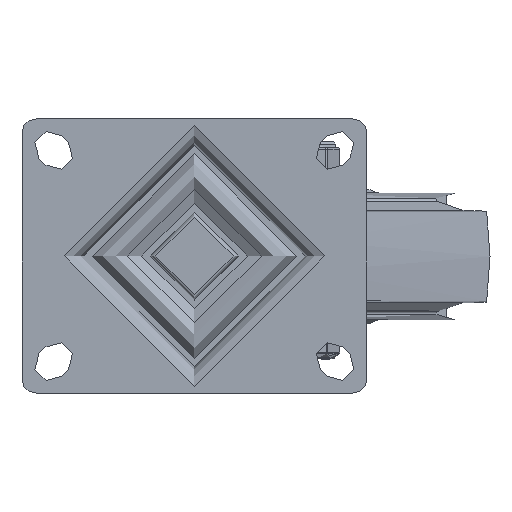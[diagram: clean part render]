
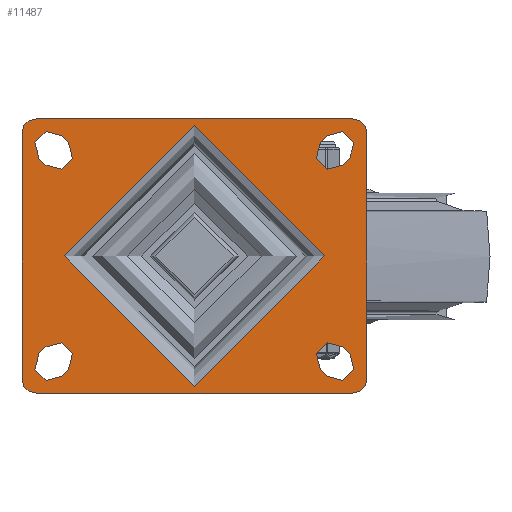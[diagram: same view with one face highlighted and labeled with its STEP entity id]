
A CAD part, top view. The second image highlights one B-rep face of the part: STEP entity #11487.
In plain terms, the highlighted planar face has unit normal (0, 0, 1).
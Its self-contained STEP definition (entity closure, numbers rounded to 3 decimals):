
#1055=FACE_BOUND('',#2680,.T.);
#1056=FACE_BOUND('',#2681,.T.);
#1057=FACE_BOUND('',#2682,.T.);
#1058=FACE_BOUND('',#2683,.T.);
#1059=FACE_BOUND('',#2684,.T.);
#1247=CIRCLE('',#12363,4.5);
#1249=CIRCLE('',#12367,4.5);
#1251=CIRCLE('',#12371,4.5);
#1253=CIRCLE('',#12375,4.5);
#1255=CIRCLE('',#12379,4.5);
#1257=CIRCLE('',#12383,4.5);
#1259=CIRCLE('',#12387,4.5);
#1261=CIRCLE('',#12391,4.5);
#1267=CIRCLE('',#12399,37.);
#1276=CIRCLE('',#12413,4.);
#1278=CIRCLE('',#12416,4.);
#1280=CIRCLE('',#12419,4.);
#1282=CIRCLE('',#12422,4.);
#1959=FACE_OUTER_BOUND('',#2679,.T.);
#2679=EDGE_LOOP('',(#7924,#7925,#7926,#7927,#7928,#7929,#7930,#7931));
#2680=EDGE_LOOP('',(#7932,#7933,#7934,#7935));
#2681=EDGE_LOOP('',(#7936,#7937,#7938,#7939));
#2682=EDGE_LOOP('',(#7940,#7941,#7942,#7943));
#2683=EDGE_LOOP('',(#7944,#7945,#7946,#7947));
#2684=EDGE_LOOP('',(#7948));
#3506=LINE('',#16439,#4230);
#3510=LINE('',#16451,#4234);
#3514=LINE('',#16463,#4238);
#3518=LINE('',#16475,#4242);
#3522=LINE('',#16487,#4246);
#3526=LINE('',#16499,#4250);
#3530=LINE('',#16511,#4254);
#3534=LINE('',#16523,#4258);
#3550=LINE('',#16640,#4274);
#3552=LINE('',#16643,#4276);
#3554=LINE('',#16646,#4278);
#3555=LINE('',#16647,#4279);
#4230=VECTOR('',#13484,10.);
#4234=VECTOR('',#13496,10.);
#4238=VECTOR('',#13508,10.);
#4242=VECTOR('',#13520,10.);
#4246=VECTOR('',#13532,10.);
#4250=VECTOR('',#13544,10.);
#4254=VECTOR('',#13556,10.);
#4258=VECTOR('',#13568,10.);
#4274=VECTOR('',#13710,1000.);
#4276=VECTOR('',#13714,1000.);
#4278=VECTOR('',#13718,1000.);
#4279=VECTOR('',#13719,1000.);
#4954=VERTEX_POINT('',#16436);
#4955=VERTEX_POINT('',#16438);
#4957=VERTEX_POINT('',#16444);
#4959=VERTEX_POINT('',#16450);
#4962=VERTEX_POINT('',#16460);
#4963=VERTEX_POINT('',#16462);
#4965=VERTEX_POINT('',#16468);
#4967=VERTEX_POINT('',#16474);
#4970=VERTEX_POINT('',#16484);
#4971=VERTEX_POINT('',#16486);
#4973=VERTEX_POINT('',#16492);
#4975=VERTEX_POINT('',#16498);
#4978=VERTEX_POINT('',#16508);
#4979=VERTEX_POINT('',#16510);
#4981=VERTEX_POINT('',#16516);
#4983=VERTEX_POINT('',#16522);
#4987=VERTEX_POINT('',#16537);
#4994=VERTEX_POINT('',#16561);
#4995=VERTEX_POINT('',#16562);
#4998=VERTEX_POINT('',#16570);
#4999=VERTEX_POINT('',#16571);
#5002=VERTEX_POINT('',#16579);
#5003=VERTEX_POINT('',#16580);
#5006=VERTEX_POINT('',#16588);
#5007=VERTEX_POINT('',#16589);
#6074=EDGE_CURVE('',#4955,#4954,#3506,.T.);
#6077=EDGE_CURVE('',#4957,#4955,#1247,.T.);
#6080=EDGE_CURVE('',#4959,#4957,#3510,.T.);
#6083=EDGE_CURVE('',#4954,#4959,#1249,.T.);
#6086=EDGE_CURVE('',#4963,#4962,#3514,.T.);
#6089=EDGE_CURVE('',#4965,#4963,#1251,.T.);
#6092=EDGE_CURVE('',#4967,#4965,#3518,.T.);
#6095=EDGE_CURVE('',#4962,#4967,#1253,.T.);
#6098=EDGE_CURVE('',#4971,#4970,#3522,.T.);
#6101=EDGE_CURVE('',#4973,#4971,#1255,.T.);
#6104=EDGE_CURVE('',#4975,#4973,#3526,.T.);
#6107=EDGE_CURVE('',#4970,#4975,#1257,.T.);
#6110=EDGE_CURVE('',#4979,#4978,#3530,.T.);
#6113=EDGE_CURVE('',#4981,#4979,#1259,.T.);
#6116=EDGE_CURVE('',#4983,#4981,#3534,.T.);
#6119=EDGE_CURVE('',#4978,#4983,#1261,.T.);
#6125=EDGE_CURVE('',#4987,#4987,#1267,.T.);
#6136=EDGE_CURVE('',#4994,#4995,#1276,.T.);
#6140=EDGE_CURVE('',#4998,#4999,#1278,.T.);
#6144=EDGE_CURVE('',#5002,#5003,#1280,.T.);
#6148=EDGE_CURVE('',#5006,#5007,#1282,.T.);
#6171=EDGE_CURVE('',#5007,#4998,#3550,.T.);
#6173=EDGE_CURVE('',#4999,#4994,#3552,.T.);
#6175=EDGE_CURVE('',#5003,#5006,#3554,.T.);
#6176=EDGE_CURVE('',#4995,#5002,#3555,.T.);
#7924=ORIENTED_EDGE('',*,*,#6148,.F.);
#7925=ORIENTED_EDGE('',*,*,#6175,.F.);
#7926=ORIENTED_EDGE('',*,*,#6144,.F.);
#7927=ORIENTED_EDGE('',*,*,#6176,.F.);
#7928=ORIENTED_EDGE('',*,*,#6136,.F.);
#7929=ORIENTED_EDGE('',*,*,#6173,.F.);
#7930=ORIENTED_EDGE('',*,*,#6140,.F.);
#7931=ORIENTED_EDGE('',*,*,#6171,.F.);
#7932=ORIENTED_EDGE('',*,*,#6080,.T.);
#7933=ORIENTED_EDGE('',*,*,#6077,.T.);
#7934=ORIENTED_EDGE('',*,*,#6074,.T.);
#7935=ORIENTED_EDGE('',*,*,#6083,.T.);
#7936=ORIENTED_EDGE('',*,*,#6092,.T.);
#7937=ORIENTED_EDGE('',*,*,#6089,.T.);
#7938=ORIENTED_EDGE('',*,*,#6086,.T.);
#7939=ORIENTED_EDGE('',*,*,#6095,.T.);
#7940=ORIENTED_EDGE('',*,*,#6104,.T.);
#7941=ORIENTED_EDGE('',*,*,#6101,.T.);
#7942=ORIENTED_EDGE('',*,*,#6098,.T.);
#7943=ORIENTED_EDGE('',*,*,#6107,.T.);
#7944=ORIENTED_EDGE('',*,*,#6116,.T.);
#7945=ORIENTED_EDGE('',*,*,#6113,.T.);
#7946=ORIENTED_EDGE('',*,*,#6110,.T.);
#7947=ORIENTED_EDGE('',*,*,#6119,.T.);
#7948=ORIENTED_EDGE('',*,*,#6125,.F.);
#11196=PLANE('',#12453);
#11487=ADVANCED_FACE('',(#1959,#1055,#1056,#1057,#1058,#1059),#11196,.T.);
#12363=AXIS2_PLACEMENT_3D('',#16445,#13490,#13491);
#12367=AXIS2_PLACEMENT_3D('',#16455,#13502,#13503);
#12371=AXIS2_PLACEMENT_3D('',#16469,#13514,#13515);
#12375=AXIS2_PLACEMENT_3D('',#16479,#13526,#13527);
#12379=AXIS2_PLACEMENT_3D('',#16493,#13538,#13539);
#12383=AXIS2_PLACEMENT_3D('',#16503,#13550,#13551);
#12387=AXIS2_PLACEMENT_3D('',#16517,#13562,#13563);
#12391=AXIS2_PLACEMENT_3D('',#16527,#13574,#13575);
#12399=AXIS2_PLACEMENT_3D('',#16539,#13590,#13591);
#12413=AXIS2_PLACEMENT_3D('',#16563,#13620,#13621);
#12416=AXIS2_PLACEMENT_3D('',#16572,#13628,#13629);
#12419=AXIS2_PLACEMENT_3D('',#16581,#13636,#13637);
#12422=AXIS2_PLACEMENT_3D('',#16590,#13644,#13645);
#12453=AXIS2_PLACEMENT_3D('',#16645,#13716,#13717);
#13484=DIRECTION('',(0.707,0.707,0.));
#13490=DIRECTION('center_axis',(0.,0.,-1.));
#13491=DIRECTION('ref_axis',(-0.707,0.707,0.));
#13496=DIRECTION('',(-0.707,-0.707,0.));
#13502=DIRECTION('center_axis',(0.,0.,-1.));
#13503=DIRECTION('ref_axis',(0.707,-0.707,0.));
#13508=DIRECTION('',(-0.707,0.707,0.));
#13514=DIRECTION('center_axis',(0.,0.,-1.));
#13515=DIRECTION('ref_axis',(-0.707,-0.707,0.));
#13520=DIRECTION('',(0.707,-0.707,0.));
#13526=DIRECTION('center_axis',(0.,0.,-1.));
#13527=DIRECTION('ref_axis',(0.707,0.707,0.));
#13532=DIRECTION('',(0.707,-0.707,0.));
#13538=DIRECTION('center_axis',(0.,0.,-1.));
#13539=DIRECTION('ref_axis',(0.707,0.707,0.));
#13544=DIRECTION('',(-0.707,0.707,0.));
#13550=DIRECTION('center_axis',(0.,0.,-1.));
#13551=DIRECTION('ref_axis',(-0.707,-0.707,0.));
#13556=DIRECTION('',(-0.707,-0.707,0.));
#13562=DIRECTION('center_axis',(0.,0.,-1.));
#13563=DIRECTION('ref_axis',(0.707,-0.707,0.));
#13568=DIRECTION('',(0.707,0.707,0.));
#13574=DIRECTION('center_axis',(0.,0.,-1.));
#13575=DIRECTION('ref_axis',(-0.707,0.707,0.));
#13590=DIRECTION('center_axis',(0.,0.,1.));
#13591=DIRECTION('ref_axis',(-1.,0.,0.));
#13620=DIRECTION('center_axis',(0.,0.,-1.));
#13621=DIRECTION('ref_axis',(-0.707,0.707,0.));
#13628=DIRECTION('center_axis',(0.,0.,-1.));
#13629=DIRECTION('ref_axis',(-0.707,-0.707,0.));
#13636=DIRECTION('center_axis',(0.,0.,-1.));
#13637=DIRECTION('ref_axis',(0.707,0.707,0.));
#13644=DIRECTION('center_axis',(0.,0.,-1.));
#13645=DIRECTION('ref_axis',(0.707,-0.707,0.));
#13710=DIRECTION('',(-1.,0.,0.));
#13714=DIRECTION('',(0.,1.,0.));
#13716=DIRECTION('center_axis',(0.,0.,1.));
#13717=DIRECTION('ref_axis',(1.,0.,0.));
#13718=DIRECTION('',(0.,-1.,0.));
#13719=DIRECTION('',(1.,0.,0.));
#16436=CARTESIAN_POINT('',(37.818,34.182,0.));
#16438=CARTESIAN_POINT('',(35.818,32.182,0.));
#16439=CARTESIAN_POINT('',(18.818,15.182,0.));
#16444=CARTESIAN_POINT('',(42.182,25.818,0.));
#16445=CARTESIAN_POINT('Origin',(39.,29.,0.));
#16450=CARTESIAN_POINT('',(44.182,27.818,0.));
#16451=CARTESIAN_POINT('',(26.182,9.818,0.));
#16455=CARTESIAN_POINT('Origin',(41.,31.,0.));
#16460=CARTESIAN_POINT('',(35.818,-32.182,0.));
#16462=CARTESIAN_POINT('',(37.818,-34.182,0.));
#16463=CARTESIAN_POINT('',(19.818,-16.182,0.));
#16468=CARTESIAN_POINT('',(44.182,-27.818,0.));
#16469=CARTESIAN_POINT('Origin',(41.,-31.,0.));
#16474=CARTESIAN_POINT('',(42.182,-25.818,0.));
#16475=CARTESIAN_POINT('',(25.182,-8.818,0.));
#16479=CARTESIAN_POINT('Origin',(39.,-29.,0.));
#16484=CARTESIAN_POINT('',(-35.818,32.182,0.));
#16486=CARTESIAN_POINT('',(-37.818,34.182,0.));
#16487=CARTESIAN_POINT('',(-19.818,16.182,0.));
#16492=CARTESIAN_POINT('',(-44.182,27.818,0.));
#16493=CARTESIAN_POINT('Origin',(-41.,31.,0.));
#16498=CARTESIAN_POINT('',(-42.182,25.818,0.));
#16499=CARTESIAN_POINT('',(-25.182,8.818,0.));
#16503=CARTESIAN_POINT('Origin',(-39.,29.,0.));
#16508=CARTESIAN_POINT('',(-37.818,-34.182,0.));
#16510=CARTESIAN_POINT('',(-35.818,-32.182,0.));
#16511=CARTESIAN_POINT('',(-18.818,-15.182,0.));
#16516=CARTESIAN_POINT('',(-42.182,-25.818,0.));
#16517=CARTESIAN_POINT('Origin',(-39.,-29.,0.));
#16522=CARTESIAN_POINT('',(-44.182,-27.818,0.));
#16523=CARTESIAN_POINT('',(-26.182,-9.818,0.));
#16527=CARTESIAN_POINT('Origin',(-41.,-31.,0.));
#16537=CARTESIAN_POINT('',(-37.,0.,0.));
#16539=CARTESIAN_POINT('Origin',(0.,0.,0.));
#16561=CARTESIAN_POINT('',(-49.,35.,0.));
#16562=CARTESIAN_POINT('',(-45.,39.,0.));
#16563=CARTESIAN_POINT('Origin',(-45.,35.,0.));
#16570=CARTESIAN_POINT('',(-45.,-39.,0.));
#16571=CARTESIAN_POINT('',(-49.,-35.,0.));
#16572=CARTESIAN_POINT('Origin',(-45.,-35.,0.));
#16579=CARTESIAN_POINT('',(45.,39.,0.));
#16580=CARTESIAN_POINT('',(49.,35.,0.));
#16581=CARTESIAN_POINT('Origin',(45.,35.,0.));
#16588=CARTESIAN_POINT('',(49.,-35.,0.));
#16589=CARTESIAN_POINT('',(45.,-39.,0.));
#16590=CARTESIAN_POINT('Origin',(45.,-35.,0.));
#16640=CARTESIAN_POINT('',(49.,-39.,0.));
#16643=CARTESIAN_POINT('',(-49.,-39.,0.));
#16645=CARTESIAN_POINT('Origin',(0.,0.,0.));
#16646=CARTESIAN_POINT('',(49.,39.,0.));
#16647=CARTESIAN_POINT('',(-49.,39.,0.));
